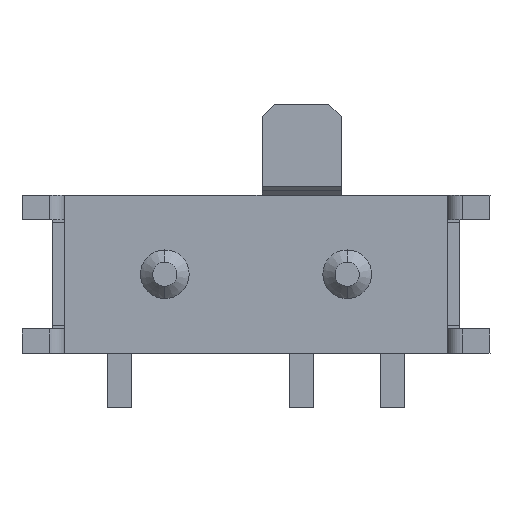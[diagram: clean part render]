
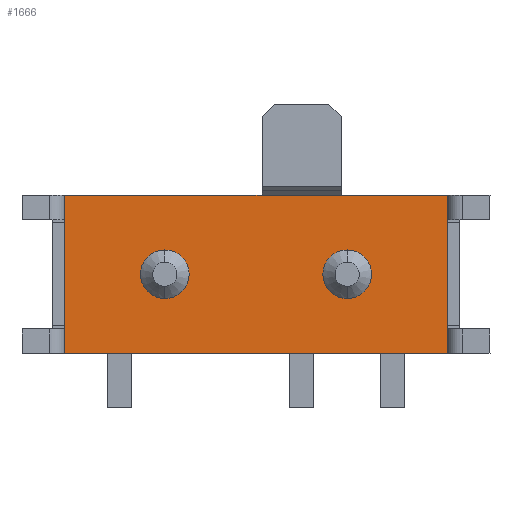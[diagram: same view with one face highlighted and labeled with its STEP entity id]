
A CAD part, front view. The second image highlights one B-rep face of the part: STEP entity #1666.
In plain terms, the highlighted planar face has unit normal (0, -1, 0).
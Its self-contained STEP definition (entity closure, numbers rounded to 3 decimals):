
#13 = ORIENTED_EDGE ( 'NONE', *, *, #3526, .F. ) ;
#49 = LINE ( 'NONE', #2637, #1158 ) ;
#167 = EDGE_CURVE ( 'NONE', #3723, #346, #4933, .T. ) ;
#188 = ORIENTED_EDGE ( 'NONE', *, *, #5593, .T. ) ;
#246 = CIRCLE ( 'NONE', #804, 0.4 ) ;
#254 = DIRECTION ( 'NONE',  ( -1., 0., 0. ) ) ;
#346 = VERTEX_POINT ( 'NONE', #4549 ) ;
#359 = CIRCLE ( 'NONE', #3395, 0.4 ) ;
#393 = DIRECTION ( 'NONE',  ( 0., -1., 0. ) ) ;
#568 = CARTESIAN_POINT ( 'NONE',  ( -3.15, 0., 1.3 ) ) ;
#746 = CARTESIAN_POINT ( 'NONE',  ( 1.5, 0., 0. ) ) ;
#751 = LINE ( 'NONE', #5553, #4466 ) ;
#776 = EDGE_LOOP ( 'NONE', ( #13, #1414 ) ) ;
#788 = ORIENTED_EDGE ( 'NONE', *, *, #1946, .F. ) ;
#804 = AXIS2_PLACEMENT_3D ( 'NONE', #746, #3384, #5065 ) ;
#829 = AXIS2_PLACEMENT_3D ( 'NONE', #568, #3240, #4471 ) ;
#900 = EDGE_LOOP ( 'NONE', ( #188, #1602, #4519, #4158 ) ) ;
#1126 = ORIENTED_EDGE ( 'NONE', *, *, #4682, .F. ) ;
#1157 = CARTESIAN_POINT ( 'NONE',  ( -3.15, 0., -1.3 ) ) ;
#1158 = VECTOR ( 'NONE', #4391, 1000. ) ;
#1414 = ORIENTED_EDGE ( 'NONE', *, *, #167, .F. ) ;
#1602 = ORIENTED_EDGE ( 'NONE', *, *, #5089, .F. ) ;
#1666 = ADVANCED_FACE ( 'NONE', ( #4551, #4070, #4524 ), #3158, .F. ) ;
#1710 = DIRECTION ( 'NONE',  ( -1., 0., 0. ) ) ;
#1711 = VECTOR ( 'NONE', #3847, 1000. ) ;
#1743 = CARTESIAN_POINT ( 'NONE',  ( 1.5, 0., 0. ) ) ;
#1874 = VERTEX_POINT ( 'NONE', #4751 ) ;
#1946 = EDGE_CURVE ( 'NONE', #4381, #1874, #359, .T. ) ;
#1995 = VERTEX_POINT ( 'NONE', #3153 ) ;
#2007 = EDGE_CURVE ( 'NONE', #2453, #4010, #5369, .T. ) ;
#2453 = VERTEX_POINT ( 'NONE', #2490 ) ;
#2490 = CARTESIAN_POINT ( 'NONE',  ( -3.15, 0., 1.3 ) ) ;
#2515 = LINE ( 'NONE', #4267, #1711 ) ;
#2637 = CARTESIAN_POINT ( 'NONE',  ( -3.15, 0., 1.3 ) ) ;
#2780 = DIRECTION ( 'NONE',  ( 0., -1., 0. ) ) ;
#2803 = DIRECTION ( 'NONE',  ( 0., 0., -1. ) ) ;
#2875 = CARTESIAN_POINT ( 'NONE',  ( -1.5, 0., 0. ) ) ;
#2921 = AXIS2_PLACEMENT_3D ( 'NONE', #4915, #2780, #3632 ) ;
#3153 = CARTESIAN_POINT ( 'NONE',  ( 3.15, 0., -1.3 ) ) ;
#3158 = PLANE ( 'NONE',  #829 ) ;
#3240 = DIRECTION ( 'NONE',  ( 0., 1., 0. ) ) ;
#3384 = DIRECTION ( 'NONE',  ( 0., -1., 0. ) ) ;
#3395 = AXIS2_PLACEMENT_3D ( 'NONE', #1743, #393, #1710 ) ;
#3504 = VERTEX_POINT ( 'NONE', #4188 ) ;
#3526 = EDGE_CURVE ( 'NONE', #346, #3723, #4932, .T. ) ;
#3530 = CARTESIAN_POINT ( 'NONE',  ( -1.1, 0., 0. ) ) ;
#3632 = DIRECTION ( 'NONE',  ( -1., 0., 0. ) ) ;
#3663 = EDGE_LOOP ( 'NONE', ( #788, #1126 ) ) ;
#3723 = VERTEX_POINT ( 'NONE', #3530 ) ;
#3847 = DIRECTION ( 'NONE',  ( 0., 0., -1. ) ) ;
#3878 = DIRECTION ( 'NONE',  ( 0., -1., 0. ) ) ;
#4010 = VERTEX_POINT ( 'NONE', #1157 ) ;
#4023 = AXIS2_PLACEMENT_3D ( 'NONE', #2875, #3878, #254 ) ;
#4070 = FACE_BOUND ( 'NONE', #776, .T. ) ;
#4144 = DIRECTION ( 'NONE',  ( 1., 0., 0. ) ) ;
#4158 = ORIENTED_EDGE ( 'NONE', *, *, #2007, .T. ) ;
#4188 = CARTESIAN_POINT ( 'NONE',  ( 3.15, 0., 1.3 ) ) ;
#4267 = CARTESIAN_POINT ( 'NONE',  ( 3.15, 0., 1.3 ) ) ;
#4381 = VERTEX_POINT ( 'NONE', #5162 ) ;
#4391 = DIRECTION ( 'NONE',  ( 1., 0., 0. ) ) ;
#4466 = VECTOR ( 'NONE', #4144, 1000. ) ;
#4471 = DIRECTION ( 'NONE',  ( -1., 0., 0. ) ) ;
#4519 = ORIENTED_EDGE ( 'NONE', *, *, #5242, .F. ) ;
#4524 = FACE_OUTER_BOUND ( 'NONE', #900, .T. ) ;
#4549 = CARTESIAN_POINT ( 'NONE',  ( -1.9, 0., 0. ) ) ;
#4551 = FACE_BOUND ( 'NONE', #3663, .T. ) ;
#4682 = EDGE_CURVE ( 'NONE', #1874, #4381, #246, .T. ) ;
#4751 = CARTESIAN_POINT ( 'NONE',  ( 1.9, 0., 0. ) ) ;
#4913 = CARTESIAN_POINT ( 'NONE',  ( -3.15, 0., 1.3 ) ) ;
#4915 = CARTESIAN_POINT ( 'NONE',  ( -1.5, 0., 0. ) ) ;
#4932 = CIRCLE ( 'NONE', #4023, 0.4 ) ;
#4933 = CIRCLE ( 'NONE', #2921, 0.4 ) ;
#5023 = VECTOR ( 'NONE', #2803, 1000. ) ;
#5065 = DIRECTION ( 'NONE',  ( -1., 0., 0. ) ) ;
#5089 = EDGE_CURVE ( 'NONE', #3504, #1995, #2515, .T. ) ;
#5162 = CARTESIAN_POINT ( 'NONE',  ( 1.1, 0., 0. ) ) ;
#5242 = EDGE_CURVE ( 'NONE', #2453, #3504, #49, .T. ) ;
#5369 = LINE ( 'NONE', #4913, #5023 ) ;
#5553 = CARTESIAN_POINT ( 'NONE',  ( -3.15, 0., -1.3 ) ) ;
#5593 = EDGE_CURVE ( 'NONE', #4010, #1995, #751, .T. ) ;
